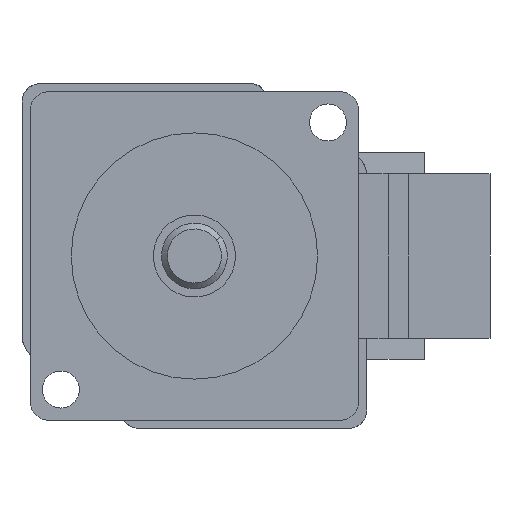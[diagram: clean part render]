
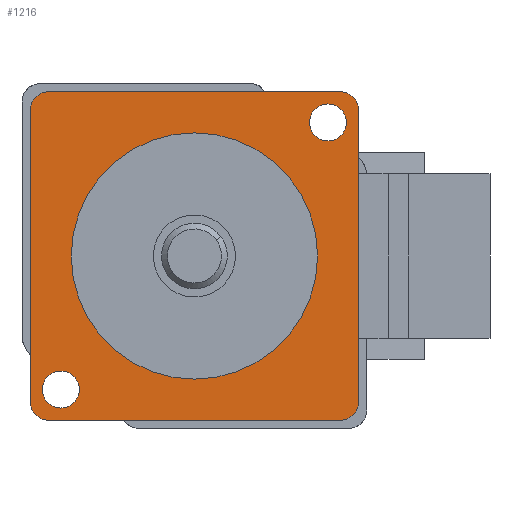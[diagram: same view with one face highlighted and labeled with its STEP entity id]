
A CAD part, left-side view. The second image highlights one B-rep face of the part: STEP entity #1216.
In plain terms, the highlighted planar face has unit normal (-1, 0, 0).
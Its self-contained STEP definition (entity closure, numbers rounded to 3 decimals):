
#81 = LINE ( 'NONE', #82, #83 ) ;
#82 = CARTESIAN_POINT ( 'NONE',  ( 0., 17.75, 20. ) ) ;
#83 = VECTOR ( 'NONE', #84, 1000. ) ;
#84 = DIRECTION ( 'NONE',  ( 0., -1., 0. ) ) ;
#117 = ORIENTED_EDGE ( 'NONE', *, *, #421, .F. ) ;
#125 = CIRCLE ( 'NONE', #126, 15. ) ;
#126 = AXIS2_PLACEMENT_3D ( 'NONE', #127, #128, #129 ) ;
#127 = CARTESIAN_POINT ( 'NONE',  ( 0., 0., 0. ) ) ;
#128 = DIRECTION ( 'NONE',  ( -1., 0., 0. ) ) ;
#129 = DIRECTION ( 'NONE',  ( 0., -1., 0. ) ) ;
#145 = CIRCLE ( 'NONE', #146, 2.25 ) ;
#146 = AXIS2_PLACEMENT_3D ( 'NONE', #147, #148, #149 ) ;
#147 = CARTESIAN_POINT ( 'NONE',  ( 0., 17.75, -17.75 ) ) ;
#148 = DIRECTION ( 'NONE',  ( 1., 0., 0. ) ) ;
#149 = DIRECTION ( 'NONE',  ( 0., 0., -1. ) ) ;
#157 = CARTESIAN_POINT ( 'NONE',  ( 0., 17.75, 20. ) ) ;
#169 = EDGE_CURVE ( 'NONE', #1440, #1481, #2088, .T. ) ;
#202 = CARTESIAN_POINT ( 'NONE',  ( 0., 17.75, -20. ) ) ;
#242 = CARTESIAN_POINT ( 'NONE',  ( 0., 20., -17.75 ) ) ;
#278 = CIRCLE ( 'NONE', #279, 15. ) ;
#279 = AXIS2_PLACEMENT_3D ( 'NONE', #280, #281, #282 ) ;
#280 = CARTESIAN_POINT ( 'NONE',  ( 0., 0., 0. ) ) ;
#281 = DIRECTION ( 'NONE',  ( -1., 0., 0. ) ) ;
#282 = DIRECTION ( 'NONE',  ( 0., -1., 0. ) ) ;
#328 = EDGE_CURVE ( 'NONE', #2302, #546, #2194, .T. ) ;
#339 = CIRCLE ( 'NONE', #340, 2.25 ) ;
#340 = AXIS2_PLACEMENT_3D ( 'NONE', #341, #342, #343 ) ;
#341 = CARTESIAN_POINT ( 'NONE',  ( 0., 17.75, 17.75 ) ) ;
#342 = DIRECTION ( 'NONE',  ( 1., 0., 0. ) ) ;
#343 = DIRECTION ( 'NONE',  ( 0., 0., -1. ) ) ;
#421 = EDGE_CURVE ( 'NONE', #636, #2302, #2288, .T. ) ;
#546 = VERTEX_POINT ( 'NONE', #2384 ) ;
#636 = VERTEX_POINT ( 'NONE', #2457 ) ;
#796 = ORIENTED_EDGE ( 'NONE', *, *, #822, .F. ) ;
#802 = EDGE_CURVE ( 'NONE', #1481, #1440, #2810, .T. ) ;
#810 = EDGE_LOOP ( 'NONE', ( #1295, #1406, #1607, #2353, #117, #796, #886, #1195 ) ) ;
#814 = EDGE_LOOP ( 'NONE', ( #1297, #1343 ) ) ;
#822 = EDGE_CURVE ( 'NONE', #842, #636, #81, .T. ) ;
#842 = VERTEX_POINT ( 'NONE', #157 ) ;
#886 = ORIENTED_EDGE ( 'NONE', *, *, #899, .F. ) ;
#899 = EDGE_CURVE ( 'NONE', #1151, #842, #339, .T. ) ;
#982 = VERTEX_POINT ( 'NONE', #2443 ) ;
#995 = EDGE_CURVE ( 'NONE', #982, #1062, #2544, .T. ) ;
#1030 = EDGE_LOOP ( 'NONE', ( #1437, #1486 ) ) ;
#1039 = EDGE_LOOP ( 'NONE', ( #2269, #2711 ) ) ;
#1062 = VERTEX_POINT ( 'NONE', #1585 ) ;
#1151 = VERTEX_POINT ( 'NONE', #1941 ) ;
#1195 = ORIENTED_EDGE ( 'NONE', *, *, #1226, .F. ) ;
#1216 = ADVANCED_FACE ( 'NONE', ( #2414, #2415, #2416, #2417 ), #2418, .F. ) ;
#1226 = EDGE_CURVE ( 'NONE', #1360, #1151, #2470, .T. ) ;
#1267 = VERTEX_POINT ( 'NONE', #2719 ) ;
#1295 = ORIENTED_EDGE ( 'NONE', *, *, #1324, .F. ) ;
#1297 = ORIENTED_EDGE ( 'NONE', *, *, #1316, .F. ) ;
#1316 = EDGE_CURVE ( 'NONE', #1980, #1267, #125, .T. ) ;
#1324 = EDGE_CURVE ( 'NONE', #1345, #1360, #145, .T. ) ;
#1343 = ORIENTED_EDGE ( 'NONE', *, *, #1367, .F. ) ;
#1345 = VERTEX_POINT ( 'NONE', #202 ) ;
#1360 = VERTEX_POINT ( 'NONE', #242 ) ;
#1367 = EDGE_CURVE ( 'NONE', #1267, #1980, #278, .T. ) ;
#1406 = ORIENTED_EDGE ( 'NONE', *, *, #1444, .F. ) ;
#1437 = ORIENTED_EDGE ( 'NONE', *, *, #995, .T. ) ;
#1440 = VERTEX_POINT ( 'NONE', #2224 ) ;
#1444 = EDGE_CURVE ( 'NONE', #1461, #1345, #2233, .T. ) ;
#1461 = VERTEX_POINT ( 'NONE', #2435 ) ;
#1481 = VERTEX_POINT ( 'NONE', #2550 ) ;
#1486 = ORIENTED_EDGE ( 'NONE', *, *, #1700, .T. ) ;
#1565 = CIRCLE ( 'NONE', #1566, 2.25 ) ;
#1566 = AXIS2_PLACEMENT_3D ( 'NONE', #1567, #1568, #1569 ) ;
#1567 = CARTESIAN_POINT ( 'NONE',  ( 0., -17.75, -17.75 ) ) ;
#1568 = DIRECTION ( 'NONE',  ( 1., 0., 0. ) ) ;
#1569 = DIRECTION ( 'NONE',  ( 0., 0., -1. ) ) ;
#1585 = CARTESIAN_POINT ( 'NONE',  ( 0., -16.263, 14.013 ) ) ;
#1586 = CARTESIAN_POINT ( 'NONE',  ( 0., -15., 0. ) ) ;
#1607 = ORIENTED_EDGE ( 'NONE', *, *, #1913, .F. ) ;
#1700 = EDGE_CURVE ( 'NONE', #1062, #982, #2775, .T. ) ;
#1778 = CARTESIAN_POINT ( 'NONE',  ( 0., -20., 17.75 ) ) ;
#1913 = EDGE_CURVE ( 'NONE', #546, #1461, #1565, .T. ) ;
#1941 = CARTESIAN_POINT ( 'NONE',  ( 0., 20., 17.75 ) ) ;
#1980 = VERTEX_POINT ( 'NONE', #1586 ) ;
#2088 = CIRCLE ( 'NONE', #2089, 2.25 ) ;
#2089 = AXIS2_PLACEMENT_3D ( 'NONE', #2090, #2091, #2092 ) ;
#2090 = CARTESIAN_POINT ( 'NONE',  ( 0., 16.263, -16.263 ) ) ;
#2091 = DIRECTION ( 'NONE',  ( 1., 0., 0. ) ) ;
#2092 = DIRECTION ( 'NONE',  ( 0., 0., -1. ) ) ;
#2194 = LINE ( 'NONE', #2195, #2196 ) ;
#2195 = CARTESIAN_POINT ( 'NONE',  ( 0., -20., 17.75 ) ) ;
#2196 = VECTOR ( 'NONE', #2197, 1000. ) ;
#2197 = DIRECTION ( 'NONE',  ( 0., 0., -1. ) ) ;
#2224 = CARTESIAN_POINT ( 'NONE',  ( 0., 16.263, -18.513 ) ) ;
#2233 = LINE ( 'NONE', #2234, #2236 ) ;
#2234 = CARTESIAN_POINT ( 'NONE',  ( 0., 17.75, -20. ) ) ;
#2236 = VECTOR ( 'NONE', #2237, 1000. ) ;
#2237 = DIRECTION ( 'NONE',  ( 0., 1., 0. ) ) ;
#2269 = ORIENTED_EDGE ( 'NONE', *, *, #802, .T. ) ;
#2288 = CIRCLE ( 'NONE', #2289, 2.25 ) ;
#2289 = AXIS2_PLACEMENT_3D ( 'NONE', #2290, #2291, #2292 ) ;
#2290 = CARTESIAN_POINT ( 'NONE',  ( 0., -17.75, 17.75 ) ) ;
#2291 = DIRECTION ( 'NONE',  ( 1., 0., 0. ) ) ;
#2292 = DIRECTION ( 'NONE',  ( 0., 0., -1. ) ) ;
#2302 = VERTEX_POINT ( 'NONE', #1778 ) ;
#2353 = ORIENTED_EDGE ( 'NONE', *, *, #328, .F. ) ;
#2384 = CARTESIAN_POINT ( 'NONE',  ( 0., -20., -17.75 ) ) ;
#2414 = FACE_OUTER_BOUND ( 'NONE', #810, .T. ) ;
#2415 = FACE_BOUND ( 'NONE', #814, .T. ) ;
#2416 = FACE_BOUND ( 'NONE', #1030, .T. ) ;
#2417 = FACE_BOUND ( 'NONE', #1039, .T. ) ;
#2418 = PLANE ( 'NONE',  #2419 ) ;
#2419 = AXIS2_PLACEMENT_3D ( 'NONE', #2420, #2422, #2423 ) ;
#2420 = CARTESIAN_POINT ( 'NONE',  ( 0., 15., 0. ) ) ;
#2422 = DIRECTION ( 'NONE',  ( 1., 0., 0. ) ) ;
#2423 = DIRECTION ( 'NONE',  ( 0., 1., 0. ) ) ;
#2435 = CARTESIAN_POINT ( 'NONE',  ( 0., -17.75, -20. ) ) ;
#2443 = CARTESIAN_POINT ( 'NONE',  ( 0., -16.263, 18.513 ) ) ;
#2457 = CARTESIAN_POINT ( 'NONE',  ( 0., -17.75, 20. ) ) ;
#2470 = LINE ( 'NONE', #2471, #2472 ) ;
#2471 = CARTESIAN_POINT ( 'NONE',  ( 0., 20., 17.75 ) ) ;
#2472 = VECTOR ( 'NONE', #2474, 1000. ) ;
#2474 = DIRECTION ( 'NONE',  ( 0., 0., 1. ) ) ;
#2544 = CIRCLE ( 'NONE', #2545, 2.25 ) ;
#2545 = AXIS2_PLACEMENT_3D ( 'NONE', #2546, #2547, #2548 ) ;
#2546 = CARTESIAN_POINT ( 'NONE',  ( 0., -16.263, 16.263 ) ) ;
#2547 = DIRECTION ( 'NONE',  ( 1., 0., 0. ) ) ;
#2548 = DIRECTION ( 'NONE',  ( 0., 0., -1. ) ) ;
#2550 = CARTESIAN_POINT ( 'NONE',  ( 0., 16.263, -14.013 ) ) ;
#2711 = ORIENTED_EDGE ( 'NONE', *, *, #169, .T. ) ;
#2719 = CARTESIAN_POINT ( 'NONE',  ( 0., 15., 0. ) ) ;
#2775 = CIRCLE ( 'NONE', #2776, 2.25 ) ;
#2776 = AXIS2_PLACEMENT_3D ( 'NONE', #2777, #2778, #2780 ) ;
#2777 = CARTESIAN_POINT ( 'NONE',  ( 0., -16.263, 16.263 ) ) ;
#2778 = DIRECTION ( 'NONE',  ( 1., 0., 0. ) ) ;
#2780 = DIRECTION ( 'NONE',  ( 0., 0., -1. ) ) ;
#2810 = CIRCLE ( 'NONE', #2811, 2.25 ) ;
#2811 = AXIS2_PLACEMENT_3D ( 'NONE', #2812, #2813, #2814 ) ;
#2812 = CARTESIAN_POINT ( 'NONE',  ( 0., 16.263, -16.263 ) ) ;
#2813 = DIRECTION ( 'NONE',  ( 1., 0., 0. ) ) ;
#2814 = DIRECTION ( 'NONE',  ( 0., 0., -1. ) ) ;
